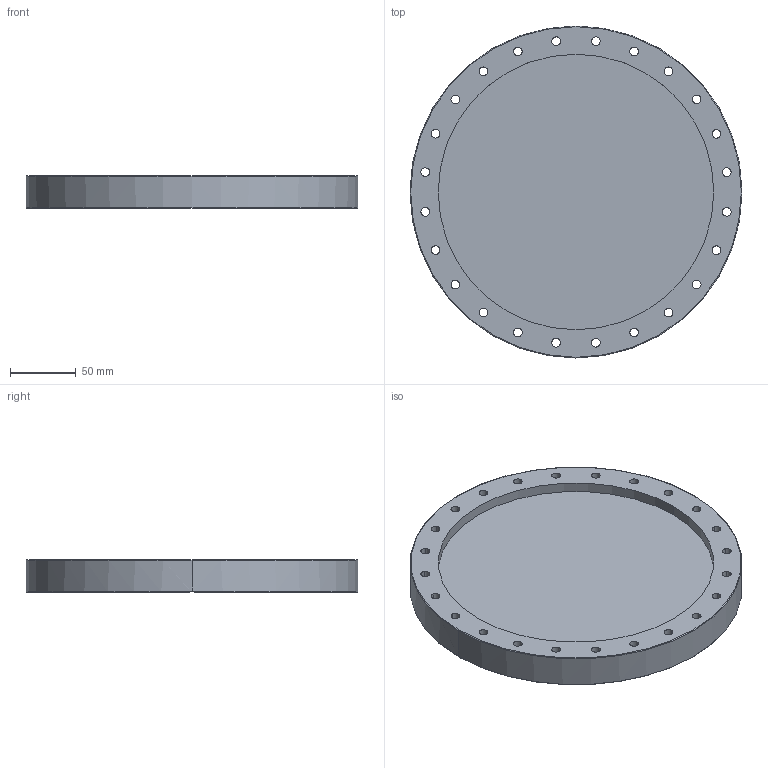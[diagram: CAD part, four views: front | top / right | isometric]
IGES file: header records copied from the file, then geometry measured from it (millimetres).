
Global section: file name: No Iges File Name specified; native system: AutoDesk Inventor R12.0; preprocessor: AutoDesk Inventor Iges Exporter R12.0; date: 20090313.082446; units: millimetre
Bounding box: 253 x 253 x 25 mm (x, y, z)
Volume: 913838.5 mm3; surface area: 167545.3 mm2
Topology: 2 solids, 2 shells, 84 faces, 232 edges, 152 vertices
Faces by surface type: bspline 55, revolution 12, torus 6, plane 5, cylinder 4, cone 2
